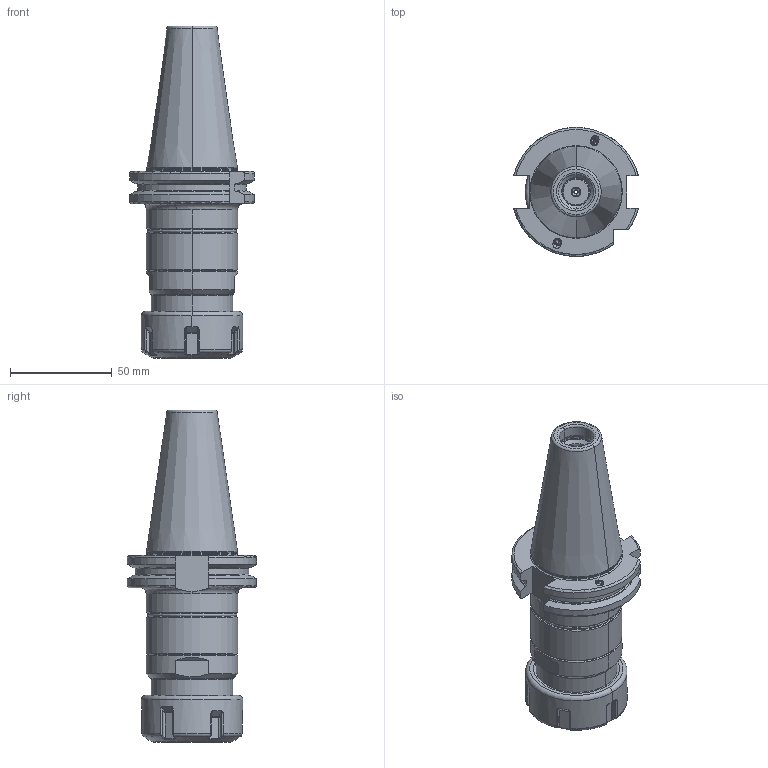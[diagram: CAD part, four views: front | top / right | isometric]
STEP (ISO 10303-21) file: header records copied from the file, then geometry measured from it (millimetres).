
FILE_DESCRIPTION((''),'2;1');
FILE_NAME('403_16_02_20','2020-09-22T',('104091'),(''),'CREO PARAMETRIC BY PTC INC, 2016260','CREO PARAMETRIC BY PTC INC, 2016260','');
FILE_SCHEMA(('CONFIG_CONTROL_DESIGN'));
Length unit declared in the file: millimetre
Products named in the file (1): 403_16_02_20
Bounding box: 61.48 x 63.54 x 163.4 mm (x, y, z)
Volume: 191292.1 mm3; surface area: 44888.8 mm2
Topology: 3 solids, 3 shells, 402 faces, 967 edges, 578 vertices
Faces by surface type: cylinder 103, plane 99, cone 66, torus 62, bspline 60, sphere 12
Entity records: 14875 total; most frequent: CARTESIAN_POINT 5961, ORIENTED_EDGE 1922, DIRECTION 1736, EDGE_CURVE 961, AXIS2_PLACEMENT_3D 680, VERTEX_POINT 578, EDGE_LOOP 425, FACE_OUTER_BOUND 402
